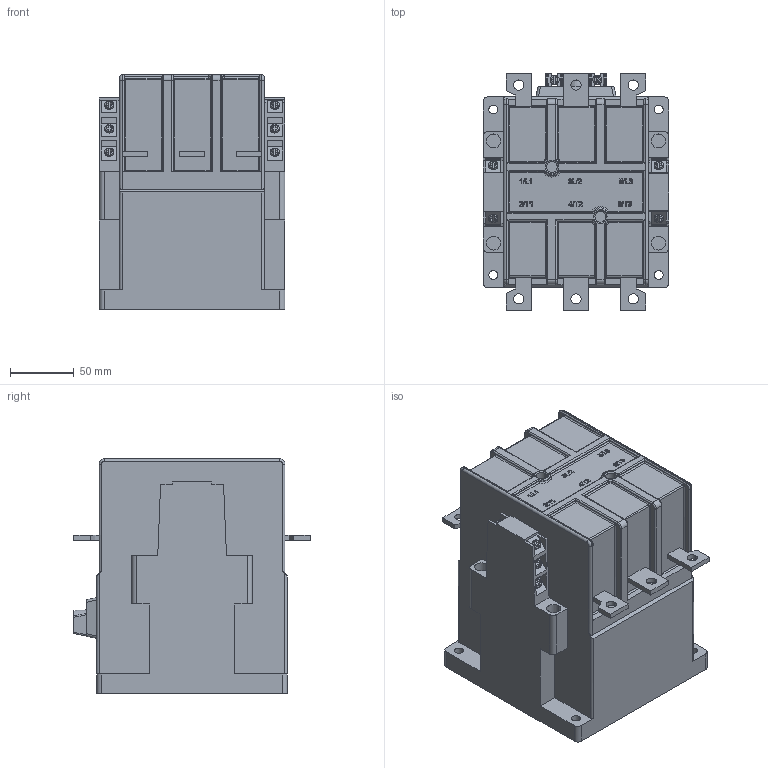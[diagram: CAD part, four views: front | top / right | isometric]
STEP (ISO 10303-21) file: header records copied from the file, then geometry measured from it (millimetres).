
FILE_DESCRIPTION (( 'STEP AP203' ), '1' );
FILE_NAME ('ﾏﾌ 12- 160ﾀ, 200ﾀ, 250ﾀ.STEP', '2018-06-18T06:31:38', ( '' ), ( '' ), 'SwSTEP 2.0', 'SolidWorks 2017', '' );
FILE_SCHEMA (( 'CONFIG_CONTROL_DESIGN' ));
Length unit declared in the file: millimetre
Products named in the file (1): ﾏﾌ 12- 160ﾀ, 200ﾀ, 250ﾀ
Bounding box: 146 x 186 x 184 mm (x, y, z)
Volume: 3394683.5 mm3; surface area: 177435.9 mm2
Topology: 1 solids, 1 shells, 930 faces, 2476 edges, 1608 vertices
Faces by surface type: plane 556, cylinder 204, bspline 96, torus 72, cone 2
Entity records: 33989 total; most frequent: CARTESIAN_POINT 11575, ORIENTED_EDGE 4952, DIRECTION 4158, EDGE_CURVE 2476, VECTOR 1656, LINE 1656, VERTEX_POINT 1608, AXIS2_PLACEMENT_3D 1251
